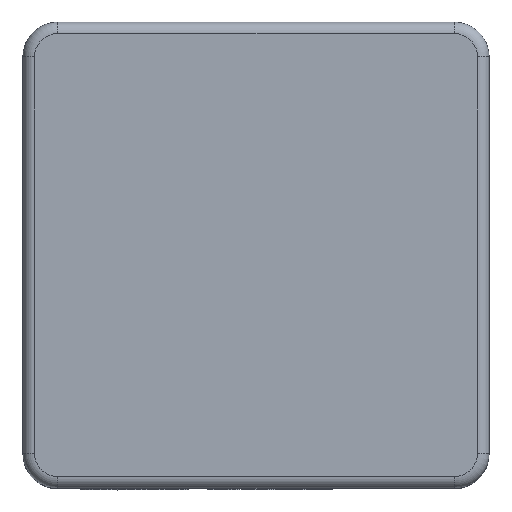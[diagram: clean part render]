
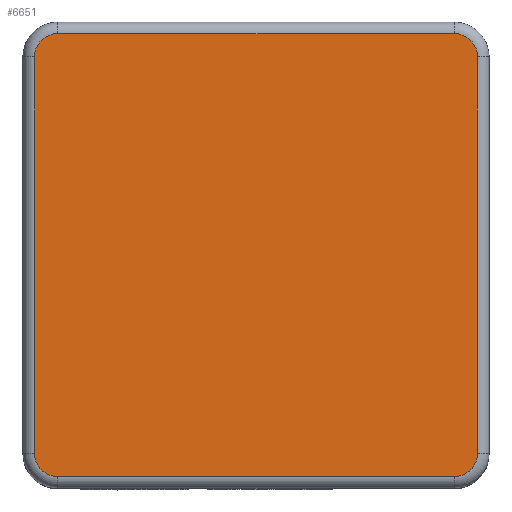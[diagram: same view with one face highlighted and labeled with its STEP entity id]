
A CAD part, top view. The second image highlights one B-rep face of the part: STEP entity #6651.
In plain terms, the highlighted planar face has unit normal (0, 0, 1).
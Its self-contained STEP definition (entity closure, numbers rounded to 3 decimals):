
#90 = CARTESIAN_POINT ( 'NONE',  ( 1.7, 1.7, 2.9 ) ) ;
#166 = VERTEX_POINT ( 'NONE', #11512 ) ;
#195 = CARTESIAN_POINT ( 'NONE',  ( -1.9, -1.7, 2.9 ) ) ;
#512 = LINE ( 'NONE', #10924, #9995 ) ;
#648 = DIRECTION ( 'NONE',  ( 0., -1., 0. ) ) ;
#786 = CIRCLE ( 'NONE', #5335, 0.2 ) ;
#914 = DIRECTION ( 'NONE',  ( 0., 0., 1. ) ) ;
#1177 = ORIENTED_EDGE ( 'NONE', *, *, #10186, .T. ) ;
#1414 = VECTOR ( 'NONE', #648, 1000. ) ;
#1759 = CARTESIAN_POINT ( 'NONE',  ( -1.7, -1.9, 2.9 ) ) ;
#1784 = EDGE_CURVE ( 'NONE', #8769, #3964, #9112, .T. ) ;
#2075 = DIRECTION ( 'NONE',  ( 1., 0., 0. ) ) ;
#2495 = DIRECTION ( 'NONE',  ( 0., 0., 1. ) ) ;
#2669 = ORIENTED_EDGE ( 'NONE', *, *, #4463, .T. ) ;
#2730 = ORIENTED_EDGE ( 'NONE', *, *, #1784, .T. ) ;
#2788 = CARTESIAN_POINT ( 'NONE',  ( 1.9, 1.7, 2.9 ) ) ;
#2961 = CIRCLE ( 'NONE', #11096, 0.2 ) ;
#3058 = VERTEX_POINT ( 'NONE', #1759 ) ;
#3118 = ORIENTED_EDGE ( 'NONE', *, *, #6681, .T. ) ;
#3434 = EDGE_LOOP ( 'NONE', ( #4253, #2669, #10038, #1177, #2730, #9043, #3118, #4539 ) ) ;
#3645 = EDGE_CURVE ( 'NONE', #3058, #4470, #8198, .T. ) ;
#3826 = DIRECTION ( 'NONE',  ( 0., 0., 1. ) ) ;
#3933 = VERTEX_POINT ( 'NONE', #2788 ) ;
#3964 = VERTEX_POINT ( 'NONE', #7356 ) ;
#4253 = ORIENTED_EDGE ( 'NONE', *, *, #3645, .T. ) ;
#4463 = EDGE_CURVE ( 'NONE', #4470, #8603, #10433, .T. ) ;
#4470 = VERTEX_POINT ( 'NONE', #6623 ) ;
#4539 = ORIENTED_EDGE ( 'NONE', *, *, #8014, .T. ) ;
#4643 = EDGE_CURVE ( 'NONE', #3964, #166, #786, .T. ) ;
#4687 = DIRECTION ( 'NONE',  ( 1., 0., 0. ) ) ;
#5020 = CARTESIAN_POINT ( 'NONE',  ( -1.7, 1.9, 2.9 ) ) ;
#5335 = AXIS2_PLACEMENT_3D ( 'NONE', #10472, #8481, #11379 ) ;
#5658 = CARTESIAN_POINT ( 'NONE',  ( 1.7, 1.9, 2.9 ) ) ;
#6387 = DIRECTION ( 'NONE',  ( 1., 0., 0. ) ) ;
#6581 = CARTESIAN_POINT ( 'NONE',  ( 1.9, -1.7, 2.9 ) ) ;
#6623 = CARTESIAN_POINT ( 'NONE',  ( 1.7, -1.9, 2.9 ) ) ;
#6651 = ADVANCED_FACE ( 'NONE', ( #10938 ), #7169, .T. ) ;
#6681 = EDGE_CURVE ( 'NONE', #166, #11495, #8358, .T. ) ;
#6743 = VECTOR ( 'NONE', #8857, 1000. ) ;
#6926 = DIRECTION ( 'NONE',  ( 1., 0., 0. ) ) ;
#7108 = CARTESIAN_POINT ( 'NONE',  ( 0., 0., 2.9 ) ) ;
#7169 = PLANE ( 'NONE',  #10500 ) ;
#7251 = AXIS2_PLACEMENT_3D ( 'NONE', #7499, #914, #4687 ) ;
#7279 = DIRECTION ( 'NONE',  ( 0., 1., 0. ) ) ;
#7356 = CARTESIAN_POINT ( 'NONE',  ( -1.7, 1.9, 2.9 ) ) ;
#7499 = CARTESIAN_POINT ( 'NONE',  ( 1.7, -1.7, 2.9 ) ) ;
#7561 = VECTOR ( 'NONE', #6387, 1000. ) ;
#8014 = EDGE_CURVE ( 'NONE', #11495, #3058, #2961, .T. ) ;
#8198 = LINE ( 'NONE', #10360, #7561 ) ;
#8358 = LINE ( 'NONE', #12194, #1414 ) ;
#8481 = DIRECTION ( 'NONE',  ( 0., 0., 1. ) ) ;
#8603 = VERTEX_POINT ( 'NONE', #6581 ) ;
#8769 = VERTEX_POINT ( 'NONE', #5658 ) ;
#8798 = DIRECTION ( 'NONE',  ( 1., 0., 0. ) ) ;
#8857 = DIRECTION ( 'NONE',  ( -1., 0., 0. ) ) ;
#8904 = EDGE_CURVE ( 'NONE', #8603, #3933, #512, .T. ) ;
#9043 = ORIENTED_EDGE ( 'NONE', *, *, #4643, .T. ) ;
#9112 = LINE ( 'NONE', #5020, #6743 ) ;
#9440 = CIRCLE ( 'NONE', #11051, 0.2 ) ;
#9716 = DIRECTION ( 'NONE',  ( 0., 0., 1. ) ) ;
#9995 = VECTOR ( 'NONE', #7279, 1000. ) ;
#10038 = ORIENTED_EDGE ( 'NONE', *, *, #8904, .T. ) ;
#10186 = EDGE_CURVE ( 'NONE', #3933, #8769, #9440, .T. ) ;
#10360 = CARTESIAN_POINT ( 'NONE',  ( 1.7, -1.9, 2.9 ) ) ;
#10433 = CIRCLE ( 'NONE', #7251, 0.2 ) ;
#10472 = CARTESIAN_POINT ( 'NONE',  ( -1.7, 1.7, 2.9 ) ) ;
#10500 = AXIS2_PLACEMENT_3D ( 'NONE', #7108, #2495, #6926 ) ;
#10659 = CARTESIAN_POINT ( 'NONE',  ( -1.7, -1.7, 2.9 ) ) ;
#10924 = CARTESIAN_POINT ( 'NONE',  ( 1.9, 1.7, 2.9 ) ) ;
#10938 = FACE_OUTER_BOUND ( 'NONE', #3434, .T. ) ;
#11051 = AXIS2_PLACEMENT_3D ( 'NONE', #90, #3826, #2075 ) ;
#11096 = AXIS2_PLACEMENT_3D ( 'NONE', #10659, #9716, #8798 ) ;
#11379 = DIRECTION ( 'NONE',  ( 1., 0., 0. ) ) ;
#11495 = VERTEX_POINT ( 'NONE', #195 ) ;
#11512 = CARTESIAN_POINT ( 'NONE',  ( -1.9, 1.7, 2.9 ) ) ;
#12194 = CARTESIAN_POINT ( 'NONE',  ( -1.9, -1.7, 2.9 ) ) ;
